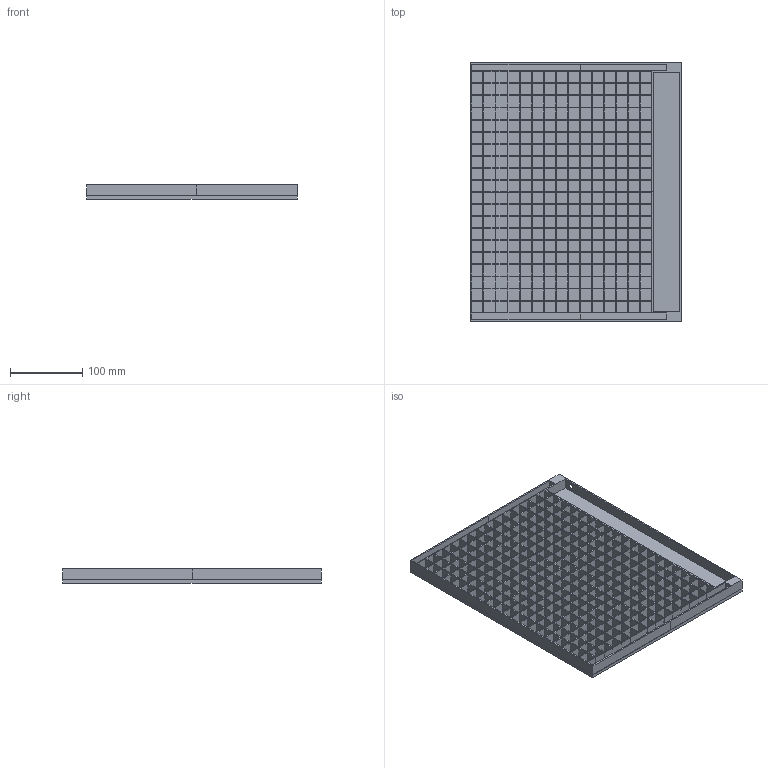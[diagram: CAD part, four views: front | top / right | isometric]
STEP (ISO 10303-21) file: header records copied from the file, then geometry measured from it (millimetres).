
FILE_DESCRIPTION(/* description */ ('STEP AP242 Edition 2','CAx-IF Rec.Pracs.---Representation and Presentation of Product Manufacturing Information (PMI)---4.0---2014-10-13','CAx-IF Rec.Pracs.---3D Tessellated Geometry---0.4---2014-09-14','2;1','CAx-IF Rec.Pracs.---User Defined Attributes---1.5---2016-08-15'),/* implementation_level */ '2;1');
FILE_NAME(/* name */ '6953a9bfdaefeb2e3a8ea209',/* time_stamp */ '2025-12-30T10:30:25Z',/* author */ (''),/* organization */ (''),/* preprocessor_version */ 'ST-DEVELOPER v20',/* originating_system */ 'ONSHAPE BY PTC INC, 1.208',/* authorisation */ ' ');
FILE_SCHEMA (('AP242_MANAGED_MODEL_BASED_3D_ENGINEERING_MIM_LF { 1 0 10303 442 3 1 4 }'));
Length unit declared in the file: metre
Products named in the file (5): Part 1; Part 3; Part 2; Part 4; Backplate
Bounding box: 291 x 357.33 x 20 mm (x, y, z)
Volume: 759758.5 mm3; surface area: 585506.4 mm2
Topology: 5 solids, 5 shells, 1255 faces, 3736 edges, 2491 vertices
Faces by surface type: plane 1254, cylinder 1
Full cylindrical faces by diameter (mm): 9.047 x1
Entity records: 42433 total; most frequent: CARTESIAN_POINT 7484, ORIENTED_EDGE 7468, DIRECTION 6256, EDGE_CURVE 3734, LINE 3732, VECTOR 3732, VERTEX_POINT 2490, EDGE_LOOP 1818
